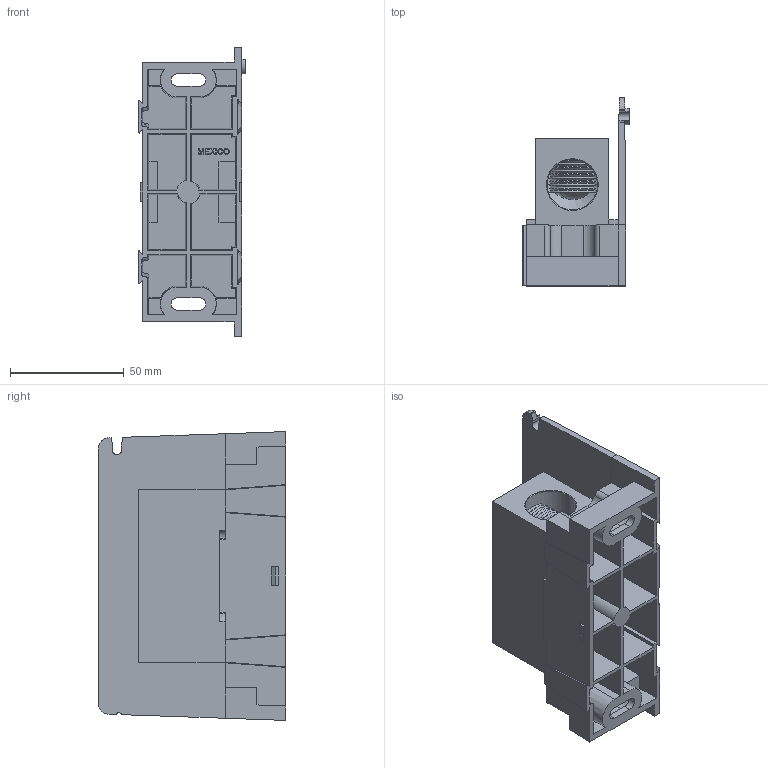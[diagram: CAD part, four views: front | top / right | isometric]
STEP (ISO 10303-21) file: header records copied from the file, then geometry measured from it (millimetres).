
FILE_DESCRIPTION (( 'STEP AP214' ), '1' );
FILE_NAME ('701969_adder_rev-.STEP', '2013-08-27T15:35:57', ( '' ), ( '' ), 'SwSTEP 2.0', 'SolidWorks 2013', '' );
FILE_SCHEMA (( 'AUTOMOTIVE_DESIGN' ));
Length unit declared in the file: inch
Products named in the file (1): 701969_adder_rev-
Bounding box: 46.93 x 82.55 x 127.01 mm (x, y, z)
Volume: 138176.6 mm3; surface area: 76984.9 mm2
Topology: 6 solids, 6 shells, 745 faces, 1842 edges, 1122 vertices
Faces by surface type: plane 257, cylinder 228, cone 222, bspline 24, sphere 8, torus 6
Entity records: 38172 total; most frequent: CARTESIAN_POINT 11624, ORIENTED_EDGE 3664, DIRECTION 3255, EDGE_CURVE 1832, VERTEX_POINT 1122, AXIS2_PLACEMENT_3D 1107, LINE 1041, VECTOR 1041
